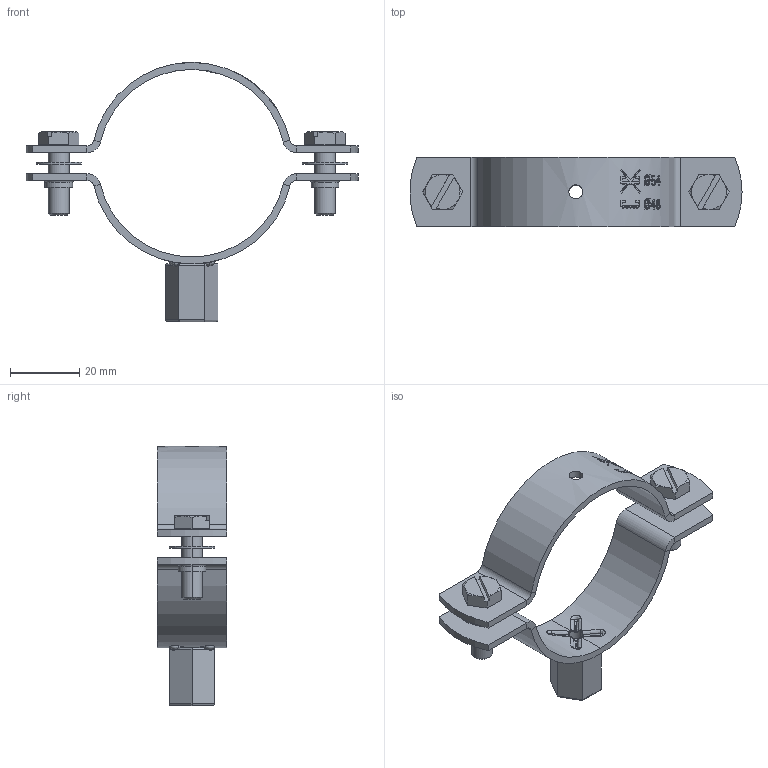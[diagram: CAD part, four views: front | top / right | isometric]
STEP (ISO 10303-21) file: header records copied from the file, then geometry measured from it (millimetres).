
FILE_DESCRIPTION (( 'STEP AP214' ), '1' );
FILE_NAME ('30179054.STEP', '2022-10-27T06:48:55', ( '' ), ( '' ), 'SwSTEP 2.0', 'SolidWorks 2021', '' );
FILE_SCHEMA (( 'AUTOMOTIVE_DESIGN' ));
Length unit declared in the file: millimetre
Products named in the file (7): 9735013060; 9519002599; 8110130054; 9541506020; 8020130054; Clamp^8110130054; 30179054
Assembly tree (8 placements, depth 3):
  30179054
    8110130054
      Clamp^8110130054
      9519002599
    8020130054
    9541506020  x2
    9735013060  x2
Bounding box: 95.58 x 20 x 74.59 mm (x, y, z)
Volume: 12608.1 mm3; surface area: 13720.2 mm2
Topology: 7 solids, 7 shells, 477 faces, 1228 edges, 784 vertices
Faces by surface type: bspline 166, plane 159, cylinder 110, cone 30, torus 12
Entity records: 24718 total; most frequent: CARTESIAN_POINT 15441, ORIENTED_EDGE 2202, DIRECTION 1302, EDGE_CURVE 1101, VERTEX_POINT 703, B_SPLINE_CURVE_WITH_KNOTS 558, AXIS2_PLACEMENT_3D 500, EDGE_LOOP 458
